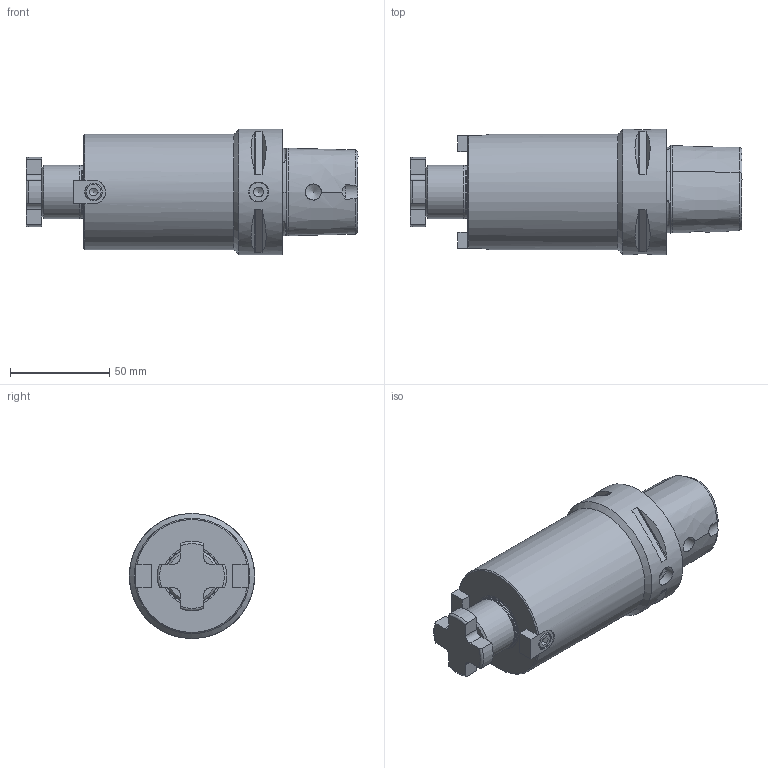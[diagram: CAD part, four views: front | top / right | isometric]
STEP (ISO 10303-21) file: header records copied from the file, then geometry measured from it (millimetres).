
FILE_DESCRIPTION(/* description */ (''),/* implementation_level */ '2;1');
FILE_NAME(/* name */ '06_27_92.stp',/* time_stamp */ '2022-05-25T08:50:10+02:00',/* author */ ('cad'),/* organization */ (''),/* preprocessor_version */ 'ST-DEVELOPER v18.1',/* originating_system */ 'Autodesk Inventor 2021',/* authorisation */ '');
FILE_SCHEMA (('AUTOMOTIVE_DESIGN { 1 0 10303 214 3 1 1 }'));
Length unit declared in the file: inch
Products named in the file (1): 06_27_92_Shrinkwrap_1
Bounding box: 167 x 63 x 63 mm (x, y, z)
Volume: 311371 mm3; surface area: 42034.6 mm2
Topology: 1 solids, 1 shells, 183 faces, 514 edges, 347 vertices
Faces by surface type: plane 83, cylinder 43, cone 31, torus 14, bspline 12
Full cylindrical faces by diameter (mm): 3.5 x2, 4.134 x2, 5 x1, 8.1 x2, 8.5 x2, 9 x3, 10 x1, 10.106 x1, 18.376 x1, 20.3 x1, 26.6 x1, 27 x2, 28 x2, 32 x1, 58 x1, 63 x1
Entity records: 7410 total; most frequent: CARTESIAN_POINT 2546, ORIENTED_EDGE 1018, DIRECTION 921, EDGE_CURVE 509, AXIS2_PLACEMENT_3D 370, VERTEX_POINT 347, EDGE_LOOP 204, CIRCLE 190
